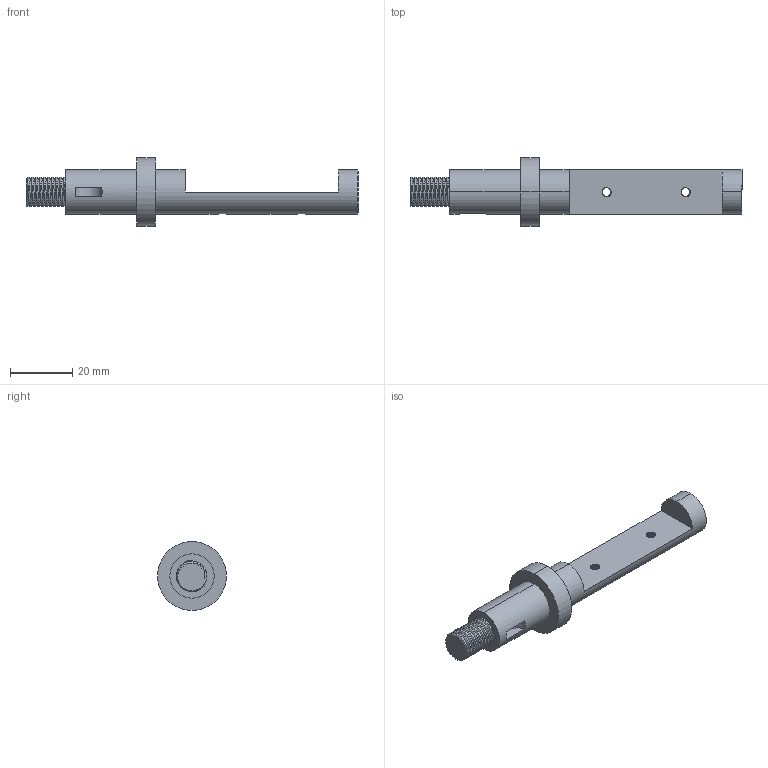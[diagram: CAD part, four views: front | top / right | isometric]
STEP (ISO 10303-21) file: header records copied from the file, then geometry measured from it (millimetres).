
FILE_DESCRIPTION (( 'STEP AP214' ), '1' );
FILE_NAME ('Shaft.STEP', '2014-11-15T18:57:18', ( '' ), ( '' ), 'SwSTEP 2.0', 'SolidWorks 2013', '' );
FILE_SCHEMA (( 'AUTOMOTIVE_DESIGN' ));
Length unit declared in the file: inch
Products named in the file (1): Shaft
Bounding box: 106.68 x 22.15 x 22.15 mm (x, y, z)
Volume: 13084.9 mm3; surface area: 5672.9 mm2
Topology: 1 solids, 1 shells, 112 faces, 320 edges, 212 vertices
Faces by surface type: cylinder 92, plane 13, bspline 7
Entity records: 7869 total; most frequent: CARTESIAN_POINT 5455, ORIENTED_EDGE 640, DIRECTION 365, EDGE_CURVE 320, VERTEX_POINT 212, AXIS2_PLACEMENT_3D 131, EDGE_LOOP 118, FACE_OUTER_BOUND 112
